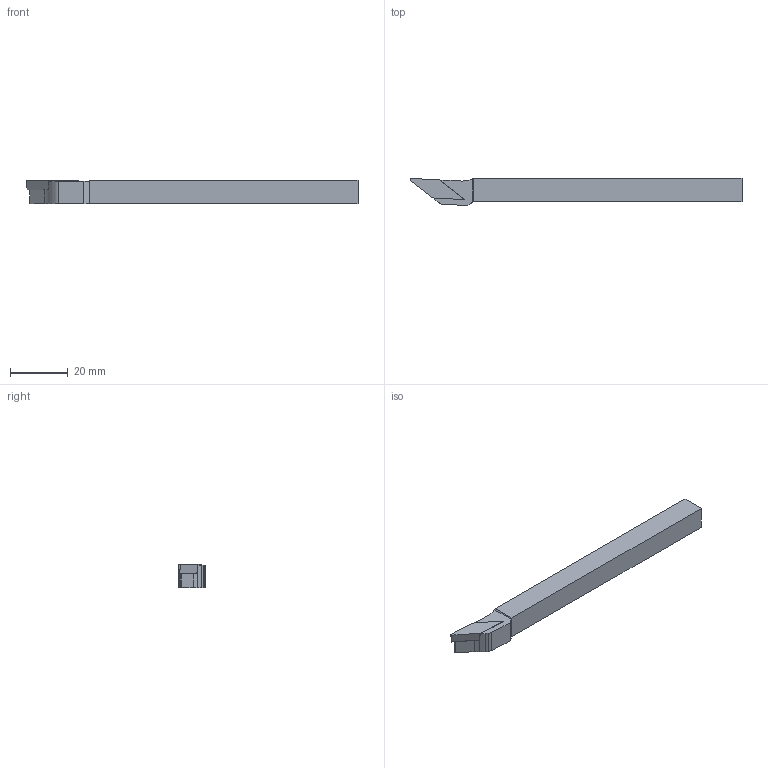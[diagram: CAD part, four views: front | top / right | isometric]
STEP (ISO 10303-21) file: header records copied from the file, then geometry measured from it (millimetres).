
FILE_DESCRIPTION(/* description */ (''),/* implementation_level */ '2;1');
FILE_NAME(/* name */ 'SVJCL-0808-X11-S.stp',/* time_stamp */ '2023-10-10T17:04:28+03:00',/* author */ (''),/* organization */ (''),/* preprocessor_version */ 'ST-DEVELOPER v19.4',/* originating_system */ 'SIEMENS PLM Software NX2306.3001',/* authorisation */ '');
FILE_SCHEMA (('AUTOMOTIVE_DESIGN { 1 0 10303 214 3 1 1 1 }'));
Length unit declared in the file: millimetre
Products named in the file (1): model1
Bounding box: 115 x 9.39 x 8 mm (x, y, z)
Volume: 7011.9 mm3; surface area: 3907.9 mm2
Topology: 2 solids, 2 shells, 31 faces, 79 edges, 52 vertices
Faces by surface type: plane 22, cylinder 7, cone 2
Entity records: 1026 total; most frequent: DIRECTION 166, CARTESIAN_POINT 163, ORIENTED_EDGE 158, EDGE_CURVE 79, LINE 56, VECTOR 56, AXIS2_PLACEMENT_3D 55, VERTEX_POINT 52
